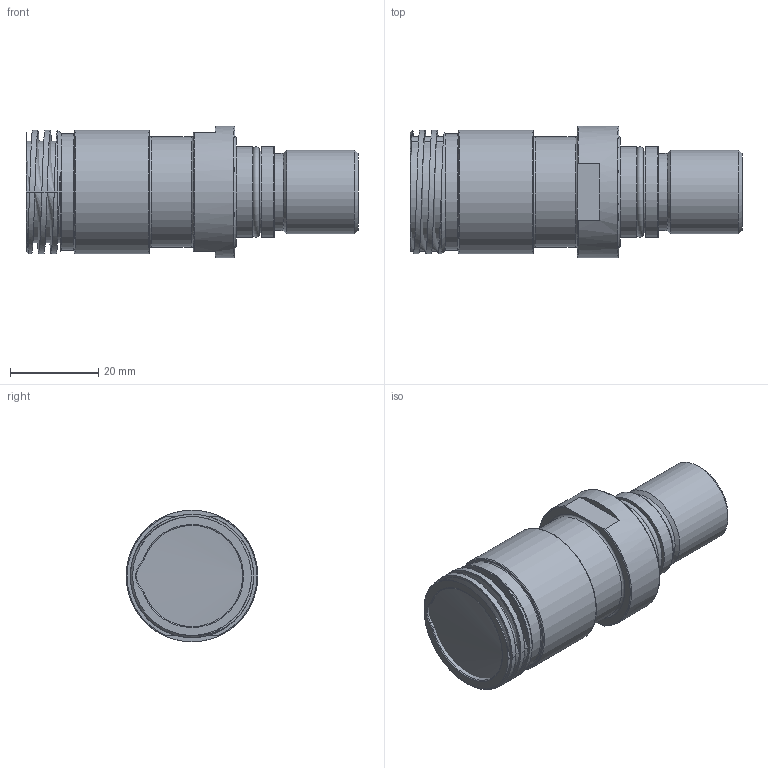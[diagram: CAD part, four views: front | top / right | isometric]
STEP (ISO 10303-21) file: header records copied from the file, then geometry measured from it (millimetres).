
FILE_DESCRIPTION(/* description */ (''),/* implementation_level */ '2;1');
FILE_NAME(/* name */ 'TrustLink MS BCR A 4 M.stp',/* time_stamp */ '2021-03-10T15:27:50+01:00',/* author */ ('sh'),/* organization */ (''),/* preprocessor_version */ 'ST-DEVELOPER v17.2',/* originating_system */ 'Autodesk Inventor 2019',/* authorisation */ '');
FILE_SCHEMA (('AUTOMOTIVE_DESIGN { 1 0 10303 214 3 1 1 }'));
Length unit declared in the file: millimetre
Products named in the file (1): TrustLink MS BCR A 4 M
Bounding box: 75.4 x 29.9 x 29.9 mm (x, y, z)
Volume: 22125.9 mm3; surface area: 13049.2 mm2
Topology: 2 solids, 2 shells, 262 faces, 711 edges, 482 vertices
Faces by surface type: plane 94, cylinder 75, bspline 37, torus 31, cone 25
Full cylindrical faces by diameter (mm): 1 x4, 1.85 x4, 2 x4, 2.6 x7, 3.3 x4, 3.9 x4, 14 x1, 15 x1, 17.5 x1, 18 x1, 18.7 x2, 19 x1, 19.05 x1, 19.5 x1, 20.574 x2, 22.5 x2, 23 x2, 25 x1, 25.2 x4, 26.3 x1, 26.5 x1, 27 x6, 28 x3, 29.9 x1
Entity records: 10386 total; most frequent: CARTESIAN_POINT 3371, ORIENTED_EDGE 1414, DIRECTION 1380, EDGE_CURVE 707, AXIS2_PLACEMENT_3D 559, VERTEX_POINT 482, CIRCLE 333, EDGE_LOOP 310
